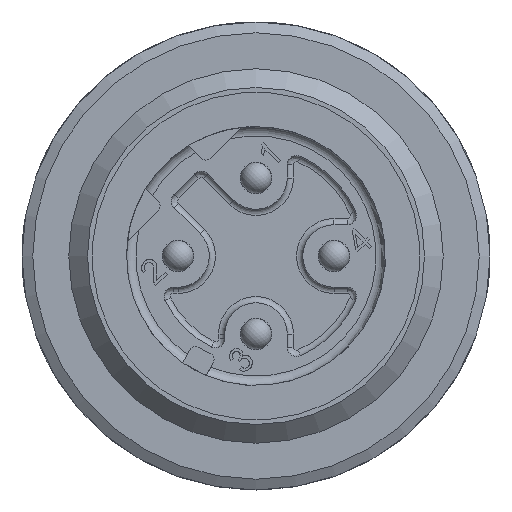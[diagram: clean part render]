
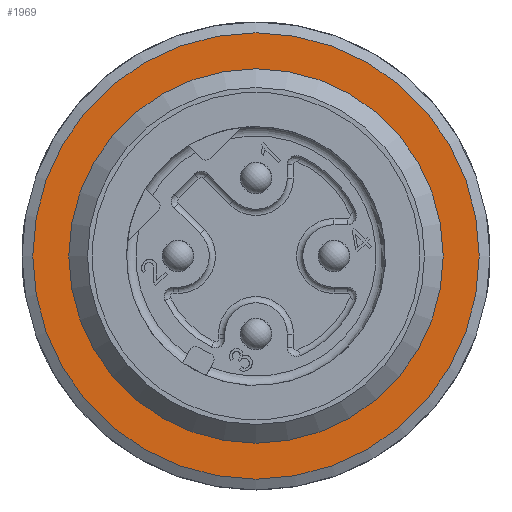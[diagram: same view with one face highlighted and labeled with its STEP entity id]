
A CAD part, front view. The second image highlights one B-rep face of the part: STEP entity #1969.
In plain terms, the highlighted planar face has unit normal (0, -1, 0).
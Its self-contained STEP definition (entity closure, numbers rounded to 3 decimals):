
#1027=PLANE('',#7787);
#1969=ADVANCED_FACE('',(#2617,#2618),#1027,.F.);
#2617=FACE_BOUND('',#2770,.T.);
#2618=FACE_BOUND('',#2771,.T.);
#2770=EDGE_LOOP('',(#3359));
#2771=EDGE_LOOP('',(#3360));
#3359=ORIENTED_EDGE('',*,*,#6295,.F.);
#3360=ORIENTED_EDGE('',*,*,#6296,.T.);
#5578=VERTEX_POINT('',#10479);
#5579=VERTEX_POINT('',#10482);
#6295=EDGE_CURVE('',#5578,#5578,#7402,.T.);
#6296=EDGE_CURVE('',#5579,#5579,#7403,.T.);
#7402=CIRCLE('',#7784,6.);
#7403=CIRCLE('',#7786,7.154);
#7784=AXIS2_PLACEMENT_3D('',#10478,#8566,#8567);
#7786=AXIS2_PLACEMENT_3D('',#10481,#8570,#8571);
#7787=AXIS2_PLACEMENT_3D('',#10483,#8572,#8573);
#8566=DIRECTION('',(0.,-1.,0.));
#8567=DIRECTION('',(-0.866,0.,0.5));
#8570=DIRECTION('',(0.,-1.,0.));
#8571=DIRECTION('',(-0.866,0.,0.5));
#8572=DIRECTION('',(0.,1.,0.));
#8573=DIRECTION('',(-0.866,0.,0.5));
#10478=CARTESIAN_POINT('',(112.876,-63.775,0.));
#10479=CARTESIAN_POINT('',(107.68,-63.775,3.));
#10481=CARTESIAN_POINT('',(112.876,-63.775,0.));
#10482=CARTESIAN_POINT('',(106.681,-63.775,3.577));
#10483=CARTESIAN_POINT('',(109.299,-63.775,-6.195));
